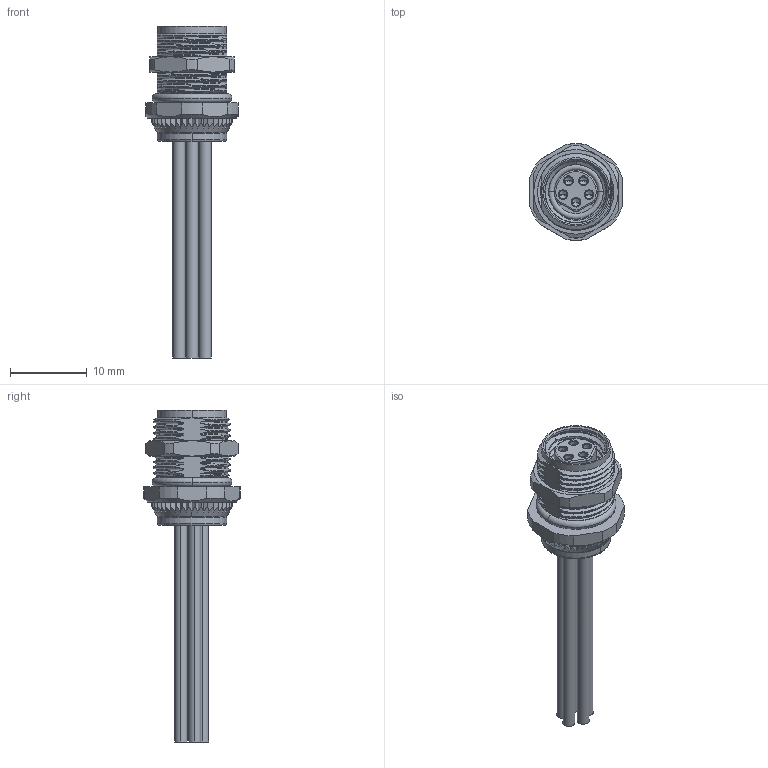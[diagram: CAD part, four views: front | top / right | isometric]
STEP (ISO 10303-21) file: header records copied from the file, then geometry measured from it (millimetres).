
FILE_DESCRIPTION((''),'2;1');
FILE_NAME('5P-K15556_5B_5','2025-09-14T',('gongcheng16'),(''),'PRO/ENGINEER BY PARAMETRIC TECHNOLOGY CORPORATION, 2010280','PRO/ENGINEER BY PARAMETRIC TECHNOLOGY CORPORATION, 2010280','');
FILE_SCHEMA(('CONFIG_CONTROL_DESIGN'));
Length unit declared in the file: millimetre
Products named in the file (1): 5P-K15556_5B_5
Bounding box: 12 x 12.6 x 43.2 mm (x, y, z)
Volume: 219.5 mm3; surface area: 3495.5 mm2
Topology: 1 solids, 16 shells, 718 faces, 1808 edges, 1140 vertices
Faces by surface type: cylinder 254, plane 238, cone 108, bspline 78, torus 38, sphere 2
Entity records: 35152 total; most frequent: CARTESIAN_POINT 18477, ORIENTED_EDGE 3576, DIRECTION 3288, EDGE_CURVE 1788, AXIS2_PLACEMENT_3D 1263, VERTEX_POINT 1140, EDGE_LOOP 784, VECTOR 762
